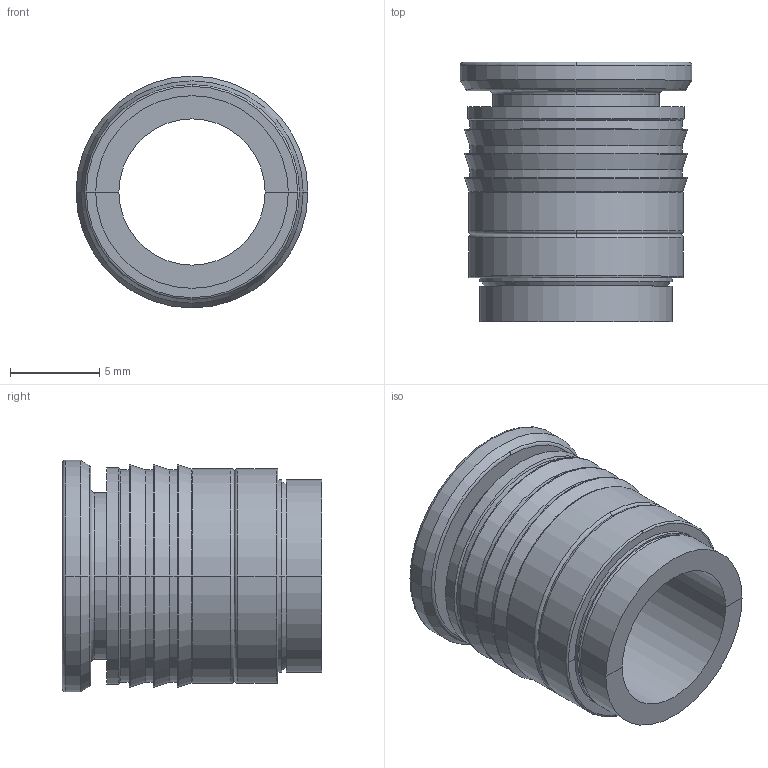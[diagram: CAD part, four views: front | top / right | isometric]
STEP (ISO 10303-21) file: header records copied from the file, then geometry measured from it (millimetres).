
FILE_DESCRIPTION(('STEP AP214'),'1');
FILE_NAME('3100_08_00.stp','2016-07-07T14:13:07',('TraceParts'),('TraceParts S.A.'),'Spatial InterOp 3D',' ',' ');
FILE_SCHEMA(('automotive_design'));
Length unit declared in the file: millimetre
Products named in the file (1): 1
Bounding box: 13 x 14.55 x 13 mm (x, y, z)
Volume: 822.9 mm3; surface area: 1215.2 mm2
Topology: 1 solids, 1 shells, 68 faces, 157 edges, 97 vertices
Faces by surface type: cylinder 28, cone 16, torus 14, plane 8, revolution 2
Entity records: 1991 total; most frequent: DIRECTION 404, CARTESIAN_POINT 327, ORIENTED_EDGE 314, AXIS2_PLACEMENT_3D 178, EDGE_CURVE 157, CIRCLE 111, VERTEX_POINT 97, EDGE_LOOP 76
